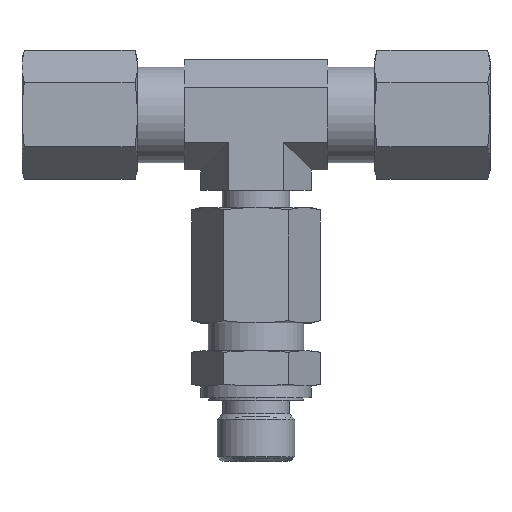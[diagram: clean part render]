
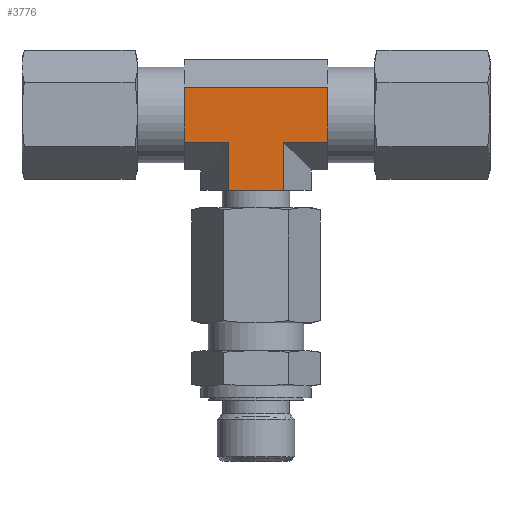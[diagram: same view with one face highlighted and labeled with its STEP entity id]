
A CAD part, top view. The second image highlights one B-rep face of the part: STEP entity #3776.
In plain terms, the highlighted planar face has unit normal (0, 0, 1).
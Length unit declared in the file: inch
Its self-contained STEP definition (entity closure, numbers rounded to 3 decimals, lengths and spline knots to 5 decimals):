
#478=DIRECTION('',(-1.,0.,0.));
#479=VECTOR('',#478,0.21795);
#480=CARTESIAN_POINT('',(-0.13638,-0.13638,
0.23622));
#481=LINE('',#480,#479);
#482=DIRECTION('',(0.,1.,0.));
#483=VECTOR('',#482,0.23763);
#484=CARTESIAN_POINT('',(-0.13638,-0.37402,
0.23622));
#485=LINE('',#484,#483);
#486=DIRECTION('',(0.,1.,0.));
#487=VECTOR('',#486,0.23763);
#488=CARTESIAN_POINT('',(0.13638,-0.37402,
0.23622));
#489=LINE('',#488,#487);
#495=DIRECTION('',(0.,1.,0.));
#496=VECTOR('',#495,0.13638);
#497=CARTESIAN_POINT('',(-0.35433,-0.13638,
0.23622));
#498=LINE('',#497,#496);
#512=DIRECTION('',(0.,1.,0.));
#513=VECTOR('',#512,0.13638);
#514=CARTESIAN_POINT('',(-0.35433,0.,0.23622));
#515=LINE('',#514,#513);
#516=DIRECTION('',(1.,0.,0.));
#517=VECTOR('',#516,0.70866);
#518=CARTESIAN_POINT('',(-0.35433,0.13638,
0.23622));
#519=LINE('',#518,#517);
#529=DIRECTION('',(0.,-1.,0.));
#530=VECTOR('',#529,0.13638);
#531=CARTESIAN_POINT('',(0.35433,0.13638,
0.23622));
#532=LINE('',#531,#530);
#2452=DIRECTION('',(-1.,0.,0.));
#2453=VECTOR('',#2452,0.27276);
#2454=CARTESIAN_POINT('',(0.13638,-0.37402,
0.23622));
#2455=LINE('',#2454,#2453);
#2494=DIRECTION('',(-1.,0.,0.));
#2495=VECTOR('',#2494,0.21795);
#2496=CARTESIAN_POINT('',(0.35433,-0.13638,
0.23622));
#2497=LINE('',#2496,#2495);
#2507=DIRECTION('',(0.,-1.,0.));
#2508=VECTOR('',#2507,0.13638);
#2509=CARTESIAN_POINT('',(0.35433,0.,0.23622));
#2510=LINE('',#2509,#2508);
#2769=CARTESIAN_POINT('',(-0.35433,0.,0.23622));
#2770=CARTESIAN_POINT('',(-0.35433,0.13638,
0.23622));
#2771=VERTEX_POINT('',#2769);
#2772=VERTEX_POINT('',#2770);
#2776=CARTESIAN_POINT('',(-0.35433,-0.13638,
0.23622));
#2778=VERTEX_POINT('',#2776);
#2793=CARTESIAN_POINT('',(0.35433,0.,0.23622));
#2794=CARTESIAN_POINT('',(0.35433,-0.13638,
0.23622));
#2795=VERTEX_POINT('',#2793);
#2796=VERTEX_POINT('',#2794);
#2800=CARTESIAN_POINT('',(0.35433,0.13638,
0.23622));
#2802=VERTEX_POINT('',#2800);
#2825=CARTESIAN_POINT('',(0.13638,-0.13638,
0.23622));
#2826=VERTEX_POINT('',#2825);
#2827=CARTESIAN_POINT('',(-0.13638,-0.13638,
0.23622));
#2828=VERTEX_POINT('',#2827);
#2835=CARTESIAN_POINT('',(0.13638,-0.37402,
0.23622));
#2836=VERTEX_POINT('',#2835);
#2837=CARTESIAN_POINT('',(-0.13638,-0.37402,
0.23622));
#2838=VERTEX_POINT('',#2837);
#3751=CARTESIAN_POINT('',(0.057,0.,
0.23622));
#3752=DIRECTION('',(0.,0.,1.));
#3753=DIRECTION('',(1.,0.,0.));
#3754=AXIS2_PLACEMENT_3D('',#3751,#3752,#3753);
#3755=PLANE('',#3754);
#3756=ORIENTED_EDGE('',*,*,#3735,.T.);
#3757=ORIENTED_EDGE('',*,*,#3717,.T.);
#3759=ORIENTED_EDGE('',*,*,#3758,.T.);
#3761=ORIENTED_EDGE('',*,*,#3760,.T.);
#3763=ORIENTED_EDGE('',*,*,#3762,.T.);
#3765=ORIENTED_EDGE('',*,*,#3764,.T.);
#3767=ORIENTED_EDGE('',*,*,#3766,.T.);
#3769=ORIENTED_EDGE('',*,*,#3768,.T.);
#3771=ORIENTED_EDGE('',*,*,#3770,.F.);
#3773=ORIENTED_EDGE('',*,*,#3772,.T.);
#3774=EDGE_LOOP('',(#3756,#3757,#3759,#3761,#3763,#3765,#3767,#3769,#3771,
#3773));
#3775=FACE_OUTER_BOUND('',#3774,.F.);
#3776=ADVANCED_FACE('',(#3775),#3755,.T.);
#3717=EDGE_CURVE('',#2828,#2778,#481,.T.);
#3735=EDGE_CURVE('',#2838,#2828,#485,.T.);
#3758=EDGE_CURVE('',#2778,#2771,#498,.T.);
#3760=EDGE_CURVE('',#2771,#2772,#515,.T.);
#3762=EDGE_CURVE('',#2772,#2802,#519,.T.);
#3764=EDGE_CURVE('',#2802,#2795,#532,.T.);
#3766=EDGE_CURVE('',#2795,#2796,#2510,.T.);
#3768=EDGE_CURVE('',#2796,#2826,#2497,.T.);
#3770=EDGE_CURVE('',#2836,#2826,#489,.T.);
#3772=EDGE_CURVE('',#2836,#2838,#2455,.T.);
